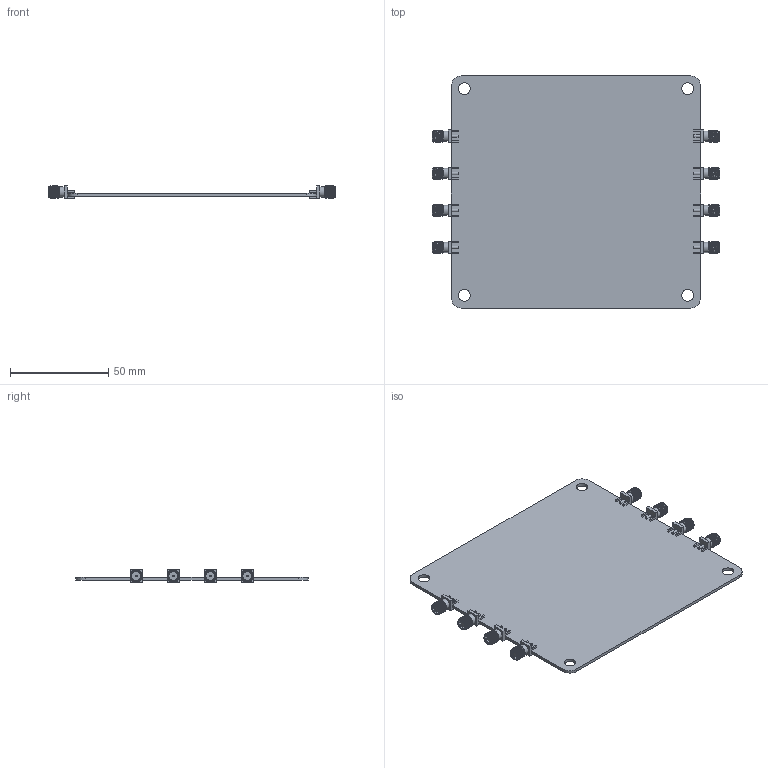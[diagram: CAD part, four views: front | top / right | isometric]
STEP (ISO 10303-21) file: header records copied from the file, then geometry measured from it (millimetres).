
FILE_DESCRIPTION(('KiCad electronic assembly'),'2;1');
FILE_NAME('Butler_matrix.step','2025-10-09T12:48:00',('Pcbnew'),('Kicad' ),'Open CASCADE STEP processor 7.8','KiCad to STEP converter', 'Unknown');
FILE_SCHEMA(('AUTOMOTIVE_DESIGN { 1 0 10303 214 1 1 1 1 }'));
Length unit declared in the file: millimetre
Products named in the file (3): Butler_matrix 1; SMA_Samtec_SMA-J-P-H-ST-EM1_EdgeMount; Butler_matrix_PCB
Assembly tree (9 placements, depth 2):
  Butler_matrix 1
    SMA_Samtec_SMA-J-P-H-ST-EM1_EdgeMount  x8
    Butler_matrix_PCB
Bounding box: 146.01 x 118 x 6.35 mm (x, y, z)
Volume: 24293.8 mm3; surface area: 34103.4 mm2
Topology: 9 solids, 9 shells, 566 faces, 1324 edges, 808 vertices
Faces by surface type: plane 246, bspline 192, cylinder 112, cone 16
Full cylindrical faces by diameter (mm): 0.84 x8, 1.27 x8, 4.63 x8, 5.2 x16, 6 x4, 6.33 x48
Entity records: 5232 total; most frequent: CARTESIAN_POINT 3389, ORIENTED_EDGE 394, DIRECTION 291, EDGE_CURVE 197, VERTEX_POINT 122, AXIS2_PLACEMENT_3D 97, LINE 97, VECTOR 97
